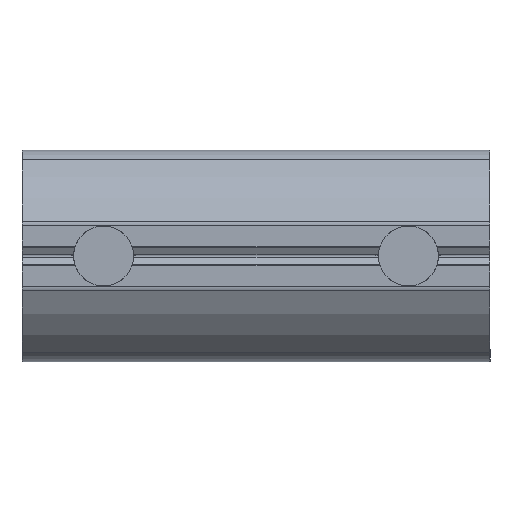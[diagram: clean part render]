
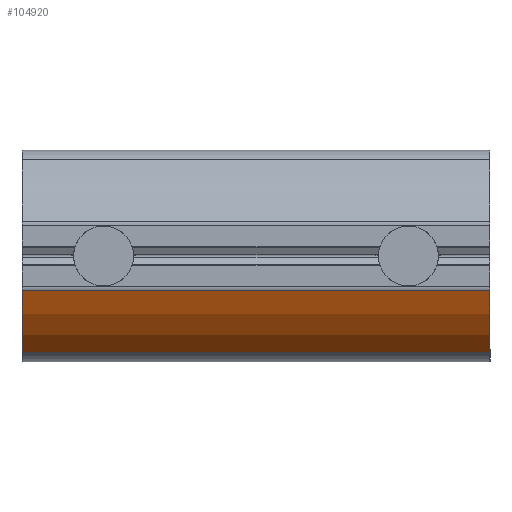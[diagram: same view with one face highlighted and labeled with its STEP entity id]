
A CAD part, front view. The second image highlights one B-rep face of the part: STEP entity #104920.
In plain terms, the highlighted cylindrical face has radius 12.4 mm (diameter 24.8 mm), a partial arc.
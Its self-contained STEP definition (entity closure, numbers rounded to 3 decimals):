
#3194 = ORIENTED_EDGE ( 'NONE', *, *, #460270, .T. ) ;
#42618 = CIRCLE ( 'NONE', #321186, 12.4 ) ;
#47955 = AXIS2_PLACEMENT_3D ( 'NONE', #384686, #100212, #146284 ) ;
#60369 = ORIENTED_EDGE ( 'NONE', *, *, #304093, .F. ) ;
#68254 = DIRECTION ( 'NONE',  ( 1., 0., 0. ) ) ;
#90152 = CYLINDRICAL_SURFACE ( 'NONE', #47955, 12.4 ) ;
#100212 = DIRECTION ( 'NONE',  ( 1., 0., 0. ) ) ;
#103102 = DIRECTION ( 'NONE',  ( 0., 0., 1. ) ) ;
#104920 = ADVANCED_FACE ( 'NONE', ( #441477 ), #90152, .T. ) ;
#129173 = CARTESIAN_POINT ( 'NONE',  ( 6.8, -8.787, -2.91 ) ) ;
#129537 = VERTEX_POINT ( 'NONE', #129173 ) ;
#143103 = ORIENTED_EDGE ( 'NONE', *, *, #415919, .T. ) ;
#146284 = DIRECTION ( 'NONE',  ( 0., 0., -1. ) ) ;
#177247 = DIRECTION ( 'NONE',  ( 1., 0., 0. ) ) ;
#183457 = VECTOR ( 'NONE', #68254, 1000. ) ;
#184690 = VERTEX_POINT ( 'NONE', #435454 ) ;
#218269 = CARTESIAN_POINT ( 'NONE',  ( -32.2, 2.704, 1.75 ) ) ;
#226754 = EDGE_CURVE ( 'NONE', #288398, #129537, #361553, .T. ) ;
#248673 = CIRCLE ( 'NONE', #412289, 12.4 ) ;
#256748 = DIRECTION ( 'NONE',  ( 0., 0., 1. ) ) ;
#288398 = VERTEX_POINT ( 'NONE', #408724 ) ;
#301085 = ORIENTED_EDGE ( 'NONE', *, *, #226754, .F. ) ;
#304093 = EDGE_CURVE ( 'NONE', #129537, #184690, #248673, .T. ) ;
#321186 = AXIS2_PLACEMENT_3D ( 'NONE', #218269, #177247, #256748 ) ;
#334865 = VECTOR ( 'NONE', #359039, 1000. ) ;
#337573 = LINE ( 'NONE', #390532, #183457 ) ;
#341549 = DIRECTION ( 'NONE',  ( 1., 0., 0. ) ) ;
#359039 = DIRECTION ( 'NONE',  ( 1., 0., 0. ) ) ;
#361553 = LINE ( 'NONE', #474450, #334865 ) ;
#384686 = CARTESIAN_POINT ( 'NONE',  ( -32.2, 2.704, 1.75 ) ) ;
#390532 = CARTESIAN_POINT ( 'NONE',  ( -32.2, -4.914, -8.034 ) ) ;
#408724 = CARTESIAN_POINT ( 'NONE',  ( -32.2, -8.787, -2.91 ) ) ;
#412289 = AXIS2_PLACEMENT_3D ( 'NONE', #492889, #341549, #103102 ) ;
#412449 = CARTESIAN_POINT ( 'NONE',  ( -32.2, -4.914, -8.034 ) ) ;
#415919 = EDGE_CURVE ( 'NONE', #418206, #184690, #337573, .T. ) ;
#417467 = EDGE_LOOP ( 'NONE', ( #60369, #301085, #3194, #143103 ) ) ;
#418206 = VERTEX_POINT ( 'NONE', #412449 ) ;
#435454 = CARTESIAN_POINT ( 'NONE',  ( 6.8, -4.914, -8.034 ) ) ;
#441477 = FACE_OUTER_BOUND ( 'NONE', #417467, .T. ) ;
#460270 = EDGE_CURVE ( 'NONE', #288398, #418206, #42618, .T. ) ;
#474450 = CARTESIAN_POINT ( 'NONE',  ( -32.2, -8.787, -2.91 ) ) ;
#492889 = CARTESIAN_POINT ( 'NONE',  ( 6.8, 2.704, 1.75 ) ) ;
